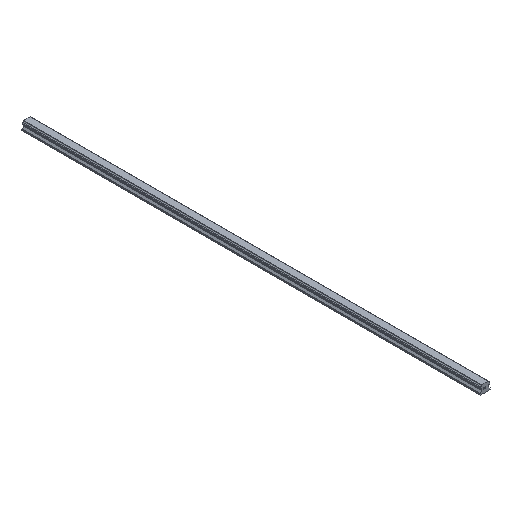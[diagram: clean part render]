
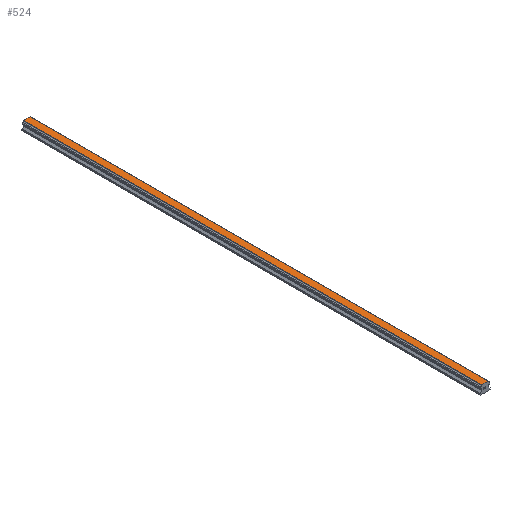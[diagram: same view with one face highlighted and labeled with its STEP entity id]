
A CAD part, isometric view. The second image highlights one B-rep face of the part: STEP entity #524.
In plain terms, the highlighted planar face has unit normal (0, 0, 1).
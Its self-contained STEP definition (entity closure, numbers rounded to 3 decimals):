
#524=ADVANCED_FACE('',(#1081),#1082,.T.);
#1081=FACE_OUTER_BOUND('',#1644,.T.);
#1082=PLANE('',#1645);
#1644=EDGE_LOOP('',(#3140,#3141,#3142,#3143));
#1645=AXIS2_PLACEMENT_3D('',#3144,#3145,#3146);
#3140=ORIENTED_EDGE('',*,*,#3718,.T.);
#3141=ORIENTED_EDGE('',*,*,#3848,.F.);
#3142=ORIENTED_EDGE('',*,*,#3599,.T.);
#3143=ORIENTED_EDGE('',*,*,#3846,.T.);
#3144=CARTESIAN_POINT('',(7.2,2075.0,38.));
#3145=DIRECTION('',(0.0,0.0,1.0));
#3146=DIRECTION('',(-1.0,0.0,0.0));
#3599=EDGE_CURVE('',#4403,#4401,#4404,.T.);
#3718=EDGE_CURVE('',#4596,#4594,#4597,.T.);
#3846=EDGE_CURVE('',#4401,#4596,#4739,.T.);
#3848=EDGE_CURVE('',#4403,#4594,#4741,.T.);
#4401=VERTEX_POINT('',#5501);
#4403=VERTEX_POINT('',#5504);
#4404=LINE('',#5505,#5506);
#4594=VERTEX_POINT('',#5785);
#4596=VERTEX_POINT('',#5788);
#4597=LINE('',#5789,#5790);
#4739=LINE('',#5961,#5962);
#4741=LINE('',#5964,#5965);
#5501=CARTESIAN_POINT('',(-14.4,2075.0,38.));
#5504=CARTESIAN_POINT('',(14.4,2075.0,38.));
#5505=CARTESIAN_POINT('',(14.4,2075.0,38.));
#5506=VECTOR('',#6344,1.0);
#5785=CARTESIAN_POINT('',(14.4,0.0,38.));
#5788=CARTESIAN_POINT('',(-14.4,0.0,38.));
#5789=CARTESIAN_POINT('',(0.0,0.0,38.));
#5790=VECTOR('',#6447,1.0);
#5961=CARTESIAN_POINT('',(-14.4,2075.0,38.));
#5962=VECTOR('',#6603,1.0);
#5964=CARTESIAN_POINT('',(14.4,2075.0,38.));
#5965=VECTOR('',#6604,1.0);
#6344=DIRECTION('',(-1.0,0.0,0.0));
#6447=DIRECTION('',(1.0,0.0,0.0));
#6603=DIRECTION('',(0.0,-1.0,0.0));
#6604=DIRECTION('',(0.0,-1.0,0.0));
